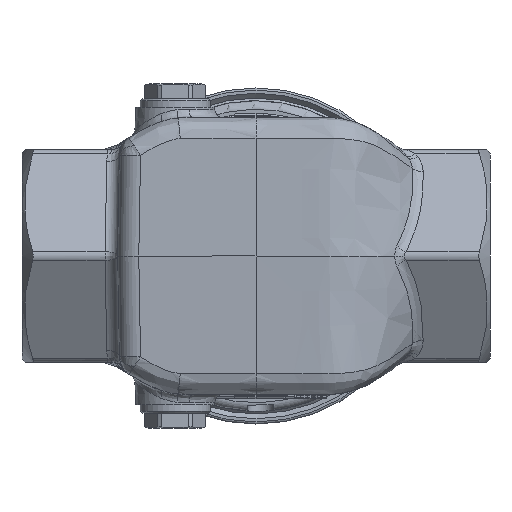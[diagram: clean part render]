
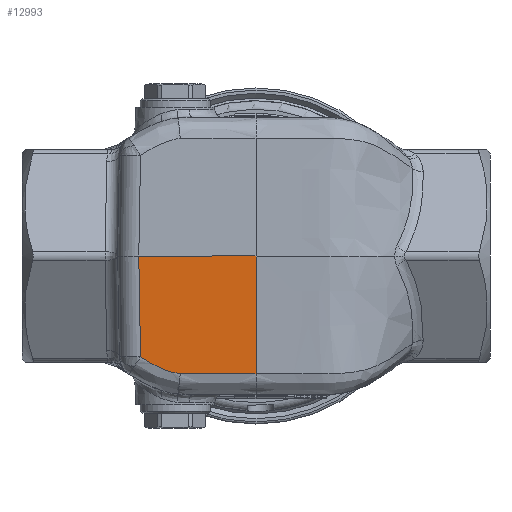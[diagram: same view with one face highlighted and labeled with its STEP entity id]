
A CAD part, front view. The second image highlights one B-rep face of the part: STEP entity #12993.
In plain terms, the highlighted planar face has unit normal (0, -1, -0.026).
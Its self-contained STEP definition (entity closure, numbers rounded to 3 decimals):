
#1322=B_SPLINE_CURVE_WITH_KNOTS('',3,(#35168,#35169,#35170,#35171,#35172,
#35173,#35174),.UNSPECIFIED.,.F.,.F.,(4,2,1,4),(0.,0.025,0.423,
1.021),.UNSPECIFIED.);
#1323=B_SPLINE_CURVE_WITH_KNOTS('',3,(#35175,#35176,#35177,#35178,#35179,
#35180,#35181,#35182,#35183,#35184,#35185,#35186,#35187),.UNSPECIFIED.,
 .F.,.F.,(4,1,1,1,1,1,2,1,1,4),(0.,0.4,
0.6,0.8,0.9,0.95,
1.,1.078,1.312,1.78),
 .UNSPECIFIED.);
#2029=LINE('',#33961,#2458);
#2031=LINE('',#34932,#2460);
#2036=LINE('',#35149,#2465);
#2458=VECTOR('',#15732,10.);
#2460=VECTOR('',#15740,10.);
#2465=VECTOR('',#15759,10.);
#3309=FACE_OUTER_BOUND('',#4129,.T.);
#4129=EDGE_LOOP('',(#11062,#11063,#11064,#11065,#11066));
#5684=VERTEX_POINT('',#33671);
#5685=VERTEX_POINT('',#33948);
#5691=VERTEX_POINT('',#34862);
#5693=VERTEX_POINT('',#34931);
#5699=VERTEX_POINT('',#35167);
#7523=EDGE_CURVE('',#5684,#5685,#2029,.T.);
#7537=EDGE_CURVE('',#5691,#5693,#2031,.T.);
#7552=EDGE_CURVE('',#5685,#5693,#2036,.F.);
#7554=EDGE_CURVE('',#5699,#5691,#1322,.T.);
#7555=EDGE_CURVE('',#5684,#5699,#1323,.T.);
#11062=ORIENTED_EDGE('',*,*,#7537,.F.);
#11063=ORIENTED_EDGE('',*,*,#7554,.F.);
#11064=ORIENTED_EDGE('',*,*,#7555,.F.);
#11065=ORIENTED_EDGE('',*,*,#7523,.T.);
#11066=ORIENTED_EDGE('',*,*,#7552,.T.);
#12348=PLANE('',#13874);
#12993=ADVANCED_FACE('',(#3309),#12348,.T.);
#13874=AXIS2_PLACEMENT_3D('',#35166,#15760,#15761);
#15732=DIRECTION('',(0.,-0.026,1.));
#15740=DIRECTION('',(-0.017,-0.026,1.));
#15759=DIRECTION('',(1.,0.,0.));
#15760=DIRECTION('center_axis',(0.,-1.,-0.026));
#15761=DIRECTION('ref_axis',(0.,-0.026,1.));
#33671=CARTESIAN_POINT('',(0.,-37.55,-27.631));
#33948=CARTESIAN_POINT('',(0.,-38.274,0.));
#33961=CARTESIAN_POINT('',(0.,-37.499,-29.579));
#34862=CARTESIAN_POINT('',(-27.138,-37.653,-23.685));
#34931=CARTESIAN_POINT('',(-27.552,-38.274,0.));
#34932=CARTESIAN_POINT('',(-27.225,-37.783,-18.726));
#35149=CARTESIAN_POINT('',(0.,-38.274,0.));
#35166=CARTESIAN_POINT('Origin',(0.,-37.298,-37.272));
#35167=CARTESIAN_POINT('',(-17.805,-37.55,-27.64));
#35168=CARTESIAN_POINT('Ctrl Pts',(-17.805,-37.55,
-27.64));
#35169=CARTESIAN_POINT('Ctrl Pts',(-17.888,-37.55,
-27.632));
#35170=CARTESIAN_POINT('Ctrl Pts',(-17.971,-37.55,
-27.623));
#35171=CARTESIAN_POINT('Ctrl Pts',(-19.374,-37.555,
-27.456));
#35172=CARTESIAN_POINT('Ctrl Pts',(-22.605,-37.58,-26.486));
#35173=CARTESIAN_POINT('Ctrl Pts',(-25.47,-37.625,
-24.779));
#35174=CARTESIAN_POINT('Ctrl Pts',(-27.138,-37.653,
-23.685));
#35175=CARTESIAN_POINT('Ctrl Pts',(0.,-37.55,
-27.631));
#35176=CARTESIAN_POINT('Ctrl Pts',(-1.333,-37.55,
-27.631));
#35177=CARTESIAN_POINT('Ctrl Pts',(-3.333,-37.55,
-27.631));
#35178=CARTESIAN_POINT('Ctrl Pts',(-6.,-37.55,
-27.631));
#35179=CARTESIAN_POINT('Ctrl Pts',(-7.667,-37.55,
-27.631));
#35180=CARTESIAN_POINT('Ctrl Pts',(-8.833,-37.55,
-27.631));
#35181=CARTESIAN_POINT('Ctrl Pts',(-9.5,-37.55,
-27.631));
#35182=CARTESIAN_POINT('Ctrl Pts',(-9.833,-37.55,
-27.631));
#35183=CARTESIAN_POINT('Ctrl Pts',(-10.26,-37.55,
-27.631));
#35184=CARTESIAN_POINT('Ctrl Pts',(-11.3,-37.55,
-27.641));
#35185=CARTESIAN_POINT('Ctrl Pts',(-13.906,-37.547,
-27.73));
#35186=CARTESIAN_POINT('Ctrl Pts',(-16.251,-37.546,
-27.793));
#35187=CARTESIAN_POINT('Ctrl Pts',(-17.805,-37.55,
-27.64));
